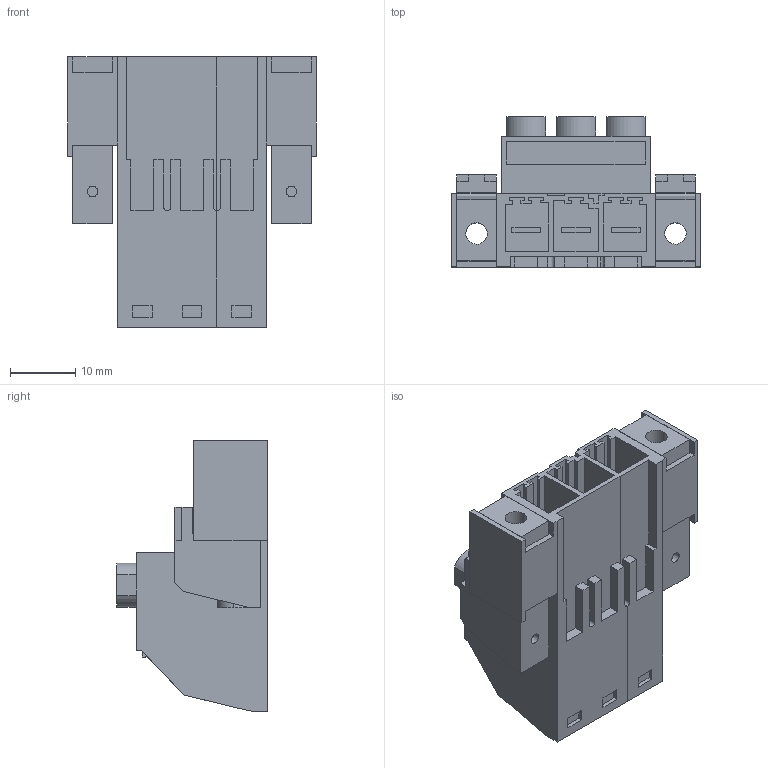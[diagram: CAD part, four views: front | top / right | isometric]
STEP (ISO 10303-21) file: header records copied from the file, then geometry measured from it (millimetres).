
FILE_DESCRIPTION(('CATIA V5R22 STEP214','CAx-IF Rec.Pracs.--- Model Styling and Organization---1.4--- 2014-01-23'),'2;1');
FILE_NAME ('D1459475_2_1931970000_1931970000.stp','2023-05-23T13:06:55+00:00',('none'),('Weidmueller'),'CATIA Version 5-6 Release 2016 SP3 HF44','CATIA V5 STEP AP214','none');
FILE_SCHEMA(('AUTOMOTIVE_DESIGN { 1 0 10303 214 1 1 1 1 }'));
Length unit declared in the file: millimetre
Products named in the file (1): 1931970000
Bounding box: 38.1 x 23.1 x 41.45 mm (x, y, z)
Volume: 13012.8 mm3; surface area: 11945.3 mm2
Topology: 9 solids, 9 shells, 376 faces, 1025 edges, 679 vertices
Faces by surface type: plane 333, cylinder 43
Entity records: 11697 total; most frequent: CARTESIAN_POINT 2274, ORIENTED_EDGE 2050, DIRECTION 1590, EDGE_CURVE 1025, VECTOR 926, LINE 926, VERTEX_POINT 679, EDGE_LOOP 404
